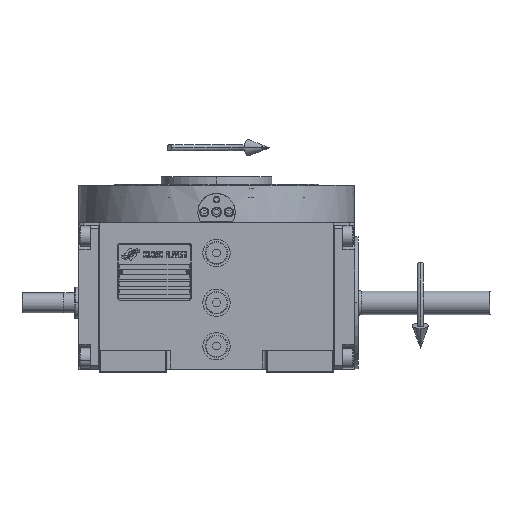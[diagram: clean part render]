
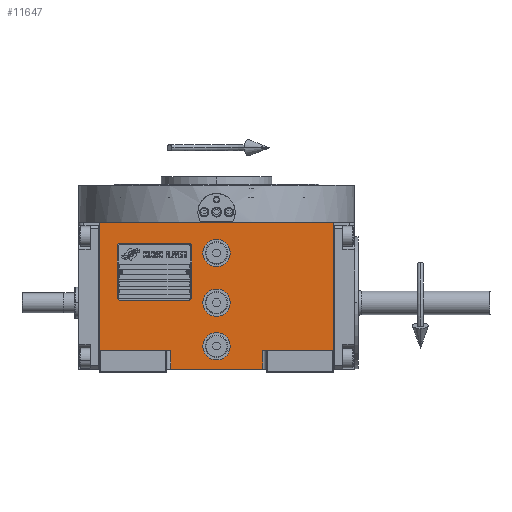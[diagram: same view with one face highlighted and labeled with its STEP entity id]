
A CAD part, top view. The second image highlights one B-rep face of the part: STEP entity #11647.
In plain terms, the highlighted planar face has unit normal (0, 0, 1).
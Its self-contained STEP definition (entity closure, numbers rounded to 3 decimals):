
#18 = AXIS2_PLACEMENT_3D ( 'NONE', #37632, #37948, #60538 ) ;
#529 = VECTOR ( 'NONE', #18571, 1000. ) ;
#612 = CARTESIAN_POINT ( 'NONE',  ( 94.5, -38.5, 163.5 ) ) ;
#1035 = ORIENTED_EDGE ( 'NONE', *, *, #50430, .F. ) ;
#1167 = CARTESIAN_POINT ( 'NONE',  ( 94.5, 64.5, 163.5 ) ) ;
#1496 = VERTEX_POINT ( 'NONE', #63505 ) ;
#1902 = LINE ( 'NONE', #35730, #28817 ) ;
#3094 = DIRECTION ( 'NONE',  ( 0., 1., 0. ) ) ;
#3795 = VERTEX_POINT ( 'NONE', #1167 ) ;
#4543 = VECTOR ( 'NONE', #35467, 1000. ) ;
#4551 = EDGE_LOOP ( 'NONE', ( #34138, #33408 ) ) ;
#5148 = AXIS2_PLACEMENT_3D ( 'NONE', #41201, #7645, #27796 ) ;
#6081 = VERTEX_POINT ( 'NONE', #51587 ) ;
#6191 = ORIENTED_EDGE ( 'NONE', *, *, #42568, .F. ) ;
#7542 = CARTESIAN_POINT ( 'NONE',  ( 37., -38.5, 163.5 ) ) ;
#7645 = DIRECTION ( 'NONE',  ( 0., 0., 1. ) ) ;
#7961 = LINE ( 'NONE', #22277, #51138 ) ;
#9088 = LINE ( 'NONE', #63780, #58129 ) ;
#11415 = CIRCLE ( 'NONE', #18, 11. ) ;
#11647 = ADVANCED_FACE ( 'NONE', ( #50272, #20291, #39859, #35590 ), #40187, .T. ) ;
#12170 = CARTESIAN_POINT ( 'NONE',  ( 0., 0., 163.5 ) ) ;
#12441 = ORIENTED_EDGE ( 'NONE', *, *, #50857, .T. ) ;
#13029 = LINE ( 'NONE', #7542, #529 ) ;
#13898 = DIRECTION ( 'NONE',  ( 0., 0., 1. ) ) ;
#13959 = CIRCLE ( 'NONE', #57640, 11. ) ;
#14989 = AXIS2_PLACEMENT_3D ( 'NONE', #19760, #13898, #18473 ) ;
#15695 = AXIS2_PLACEMENT_3D ( 'NONE', #12170, #22268, #32023 ) ;
#16743 = CARTESIAN_POINT ( 'NONE',  ( -37., -38.5, 163.5 ) ) ;
#18083 = VERTEX_POINT ( 'NONE', #59902 ) ;
#18473 = DIRECTION ( 'NONE',  ( -1., 0., 0. ) ) ;
#18571 = DIRECTION ( 'NONE',  ( 1., 0., 0. ) ) ;
#19506 = VECTOR ( 'NONE', #60800, 1000. ) ;
#19760 = CARTESIAN_POINT ( 'NONE',  ( 0., 0., 163.5 ) ) ;
#19875 = VERTEX_POINT ( 'NONE', #42529 ) ;
#19946 = EDGE_CURVE ( 'NONE', #1496, #37740, #11415, .T. ) ;
#20291 = FACE_BOUND ( 'NONE', #47372, .T. ) ;
#20601 = CARTESIAN_POINT ( 'NONE',  ( -11., -35., 163.5 ) ) ;
#20615 = VERTEX_POINT ( 'NONE', #30593 ) ;
#20643 = EDGE_LOOP ( 'NONE', ( #36472, #51994, #12441, #37292, #23929, #49964, #51234, #61158 ) ) ;
#22268 = DIRECTION ( 'NONE',  ( 0., 0., 1. ) ) ;
#22277 = CARTESIAN_POINT ( 'NONE',  ( -94.5, -38.5, 163.5 ) ) ;
#22364 = EDGE_LOOP ( 'NONE', ( #6191, #1035 ) ) ;
#23088 = ORIENTED_EDGE ( 'NONE', *, *, #24652, .F. ) ;
#23929 = ORIENTED_EDGE ( 'NONE', *, *, #30750, .F. ) ;
#24652 = EDGE_CURVE ( 'NONE', #37740, #1496, #13959, .T. ) ;
#25959 = DIRECTION ( 'NONE',  ( 1., 0., 0. ) ) ;
#27796 = DIRECTION ( 'NONE',  ( 1., 0., 0. ) ) ;
#28230 = AXIS2_PLACEMENT_3D ( 'NONE', #61279, #50887, #31305 ) ;
#28817 = VECTOR ( 'NONE', #25959, 1000. ) ;
#29049 = CIRCLE ( 'NONE', #5148, 11. ) ;
#29080 = LINE ( 'NONE', #63606, #42565 ) ;
#29607 = CARTESIAN_POINT ( 'NONE',  ( 0., -35., 163.5 ) ) ;
#30075 = DIRECTION ( 'NONE',  ( 1., 0., 0. ) ) ;
#30593 = CARTESIAN_POINT ( 'NONE',  ( 37., -53.5, 163.5 ) ) ;
#30750 = EDGE_CURVE ( 'NONE', #19875, #3795, #29080, .T. ) ;
#31305 = DIRECTION ( 'NONE',  ( -1., 0., 0. ) ) ;
#31596 = CARTESIAN_POINT ( 'NONE',  ( -11., 0., 163.5 ) ) ;
#31609 = VERTEX_POINT ( 'NONE', #55538 ) ;
#32023 = DIRECTION ( 'NONE',  ( 1., 0., 0. ) ) ;
#32126 = EDGE_CURVE ( 'NONE', #31609, #18083, #60468, .T. ) ;
#32543 = AXIS2_PLACEMENT_3D ( 'NONE', #55480, #40831, #30075 ) ;
#33408 = ORIENTED_EDGE ( 'NONE', *, *, #32126, .F. ) ;
#34138 = ORIENTED_EDGE ( 'NONE', *, *, #58456, .F. ) ;
#34963 = VERTEX_POINT ( 'NONE', #37674 ) ;
#35467 = DIRECTION ( 'NONE',  ( 0., -1., 0. ) ) ;
#35590 = FACE_OUTER_BOUND ( 'NONE', #20643, .T. ) ;
#35730 = CARTESIAN_POINT ( 'NONE',  ( -94.5, -38.5, 163.5 ) ) ;
#35787 = CARTESIAN_POINT ( 'NONE',  ( 37., -38.5, 163.5 ) ) ;
#36472 = ORIENTED_EDGE ( 'NONE', *, *, #58050, .T. ) ;
#36866 = EDGE_CURVE ( 'NONE', #47754, #58426, #1902, .T. ) ;
#37292 = ORIENTED_EDGE ( 'NONE', *, *, #57239, .T. ) ;
#37632 = CARTESIAN_POINT ( 'NONE',  ( 0., -35., 163.5 ) ) ;
#37674 = CARTESIAN_POINT ( 'NONE',  ( 94.5, -38.5, 163.5 ) ) ;
#37740 = VERTEX_POINT ( 'NONE', #20601 ) ;
#37929 = CARTESIAN_POINT ( 'NONE',  ( -94.5, -38.5, 163.5 ) ) ;
#37948 = DIRECTION ( 'NONE',  ( 0., 0., 1. ) ) ;
#39683 = CARTESIAN_POINT ( 'NONE',  ( 37., -38.5, 163.5 ) ) ;
#39859 = FACE_BOUND ( 'NONE', #4551, .T. ) ;
#40187 = PLANE ( 'NONE',  #32543 ) ;
#40831 = DIRECTION ( 'NONE',  ( 0., 0., 1. ) ) ;
#41201 = CARTESIAN_POINT ( 'NONE',  ( 0., 40., 163.5 ) ) ;
#42529 = CARTESIAN_POINT ( 'NONE',  ( -94.5, 64.5, 163.5 ) ) ;
#42565 = VECTOR ( 'NONE', #50169, 1000. ) ;
#42568 = EDGE_CURVE ( 'NONE', #48707, #49551, #61485, .T. ) ;
#44107 = CARTESIAN_POINT ( 'NONE',  ( -37., -53.5, 163.5 ) ) ;
#44927 = CARTESIAN_POINT ( 'NONE',  ( 11., 0., 163.5 ) ) ;
#45209 = LINE ( 'NONE', #612, #19506 ) ;
#46150 = EDGE_CURVE ( 'NONE', #47754, #19875, #7961, .T. ) ;
#47372 = EDGE_LOOP ( 'NONE', ( #50003, #23088 ) ) ;
#47754 = VERTEX_POINT ( 'NONE', #37929 ) ;
#48677 = DIRECTION ( 'NONE',  ( 0., 1., 0. ) ) ;
#48707 = VERTEX_POINT ( 'NONE', #44927 ) ;
#49551 = VERTEX_POINT ( 'NONE', #31596 ) ;
#49964 = ORIENTED_EDGE ( 'NONE', *, *, #46150, .F. ) ;
#50003 = ORIENTED_EDGE ( 'NONE', *, *, #19946, .F. ) ;
#50169 = DIRECTION ( 'NONE',  ( 1., 0., 0. ) ) ;
#50272 = FACE_BOUND ( 'NONE', #22364, .T. ) ;
#50430 = EDGE_CURVE ( 'NONE', #49551, #48707, #59731, .T. ) ;
#50857 = EDGE_CURVE ( 'NONE', #58063, #34963, #13029, .T. ) ;
#50887 = DIRECTION ( 'NONE',  ( 0., 0., 1. ) ) ;
#51005 = VECTOR ( 'NONE', #48677, 1000. ) ;
#51138 = VECTOR ( 'NONE', #3094, 1000. ) ;
#51234 = ORIENTED_EDGE ( 'NONE', *, *, #36866, .T. ) ;
#51426 = LINE ( 'NONE', #35787, #4543 ) ;
#51587 = CARTESIAN_POINT ( 'NONE',  ( -37., -53.5, 163.5 ) ) ;
#51994 = ORIENTED_EDGE ( 'NONE', *, *, #63817, .F. ) ;
#53227 = LINE ( 'NONE', #44107, #51005 ) ;
#53701 = DIRECTION ( 'NONE',  ( 1., 0., 0. ) ) ;
#53727 = DIRECTION ( 'NONE',  ( -1., 0., 0. ) ) ;
#55480 = CARTESIAN_POINT ( 'NONE',  ( -94.5, -53.5, 163.5 ) ) ;
#55538 = CARTESIAN_POINT ( 'NONE',  ( -11., 40., 163.5 ) ) ;
#57239 = EDGE_CURVE ( 'NONE', #34963, #3795, #45209, .T. ) ;
#57640 = AXIS2_PLACEMENT_3D ( 'NONE', #29607, #58939, #53727 ) ;
#58050 = EDGE_CURVE ( 'NONE', #6081, #20615, #9088, .T. ) ;
#58063 = VERTEX_POINT ( 'NONE', #39683 ) ;
#58129 = VECTOR ( 'NONE', #53701, 1000. ) ;
#58426 = VERTEX_POINT ( 'NONE', #16743 ) ;
#58456 = EDGE_CURVE ( 'NONE', #18083, #31609, #29049, .T. ) ;
#58939 = DIRECTION ( 'NONE',  ( 0., 0., 1. ) ) ;
#59731 = CIRCLE ( 'NONE', #14989, 11. ) ;
#59902 = CARTESIAN_POINT ( 'NONE',  ( 11., 40., 163.5 ) ) ;
#59906 = EDGE_CURVE ( 'NONE', #6081, #58426, #53227, .T. ) ;
#60468 = CIRCLE ( 'NONE', #28230, 11. ) ;
#60538 = DIRECTION ( 'NONE',  ( 1., 0., 0. ) ) ;
#60800 = DIRECTION ( 'NONE',  ( 0., 1., 0. ) ) ;
#61158 = ORIENTED_EDGE ( 'NONE', *, *, #59906, .F. ) ;
#61279 = CARTESIAN_POINT ( 'NONE',  ( 0., 40., 163.5 ) ) ;
#61485 = CIRCLE ( 'NONE', #15695, 11. ) ;
#63505 = CARTESIAN_POINT ( 'NONE',  ( 11., -35., 163.5 ) ) ;
#63606 = CARTESIAN_POINT ( 'NONE',  ( -94.5, 64.5, 163.5 ) ) ;
#63780 = CARTESIAN_POINT ( 'NONE',  ( -37., -53.5, 163.5 ) ) ;
#63817 = EDGE_CURVE ( 'NONE', #58063, #20615, #51426, .T. ) ;
